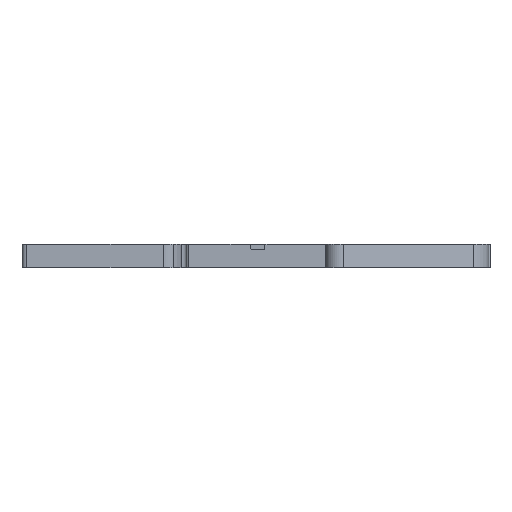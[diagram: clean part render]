
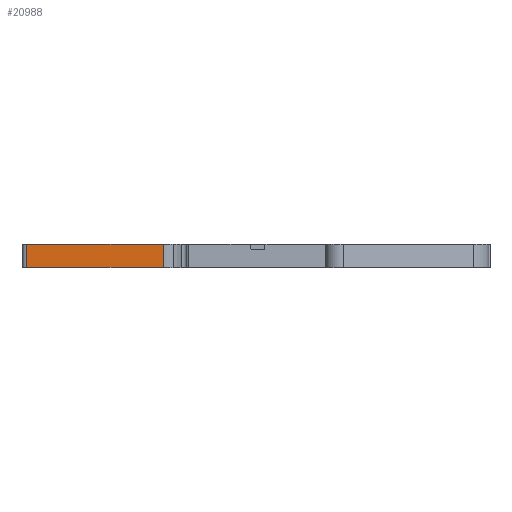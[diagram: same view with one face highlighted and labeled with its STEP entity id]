
A CAD part, front view. The second image highlights one B-rep face of the part: STEP entity #20988.
In plain terms, the highlighted planar face has unit normal (0, -1, 0).
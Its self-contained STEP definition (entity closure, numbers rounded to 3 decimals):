
#536 = EDGE_CURVE ( 'NONE', #6763, #4469, #6894, .T. ) ;
#898 = VECTOR ( 'NONE', #4584, 1000. ) ;
#1019 = CARTESIAN_POINT ( 'NONE',  ( -16.859, -49.087, 0.15 ) ) ;
#2110 = EDGE_LOOP ( 'NONE', ( #10552, #8766, #28685, #22695 ) ) ;
#2568 = DIRECTION ( 'NONE',  ( 0., 1., 0. ) ) ;
#3026 = CARTESIAN_POINT ( 'NONE',  ( -46.445, -49.087, 5.15 ) ) ;
#3028 = VECTOR ( 'NONE', #8933, 1000. ) ;
#3231 = CARTESIAN_POINT ( 'NONE',  ( -16.859, -49.087, 5.15 ) ) ;
#3454 = EDGE_CURVE ( 'NONE', #5503, #14667, #20713, .T. ) ;
#3557 = DIRECTION ( 'NONE',  ( 0., 0., -1. ) ) ;
#4469 = VERTEX_POINT ( 'NONE', #11229 ) ;
#4584 = DIRECTION ( 'NONE',  ( 1., 0., 0. ) ) ;
#5503 = VERTEX_POINT ( 'NONE', #1019 ) ;
#6763 = VERTEX_POINT ( 'NONE', #24323 ) ;
#6894 = LINE ( 'NONE', #11770, #898 ) ;
#8766 = ORIENTED_EDGE ( 'NONE', *, *, #25588, .F. ) ;
#8933 = DIRECTION ( 'NONE',  ( -1., 0., 0. ) ) ;
#10552 = ORIENTED_EDGE ( 'NONE', *, *, #3454, .F. ) ;
#11229 = CARTESIAN_POINT ( 'NONE',  ( -16.859, -49.087, 5.15 ) ) ;
#11770 = CARTESIAN_POINT ( 'NONE',  ( 0., -49.087, 5.15 ) ) ;
#12344 = PLANE ( 'NONE',  #22552 ) ;
#12355 = DIRECTION ( 'NONE',  ( 0., 0., -1. ) ) ;
#14028 = CARTESIAN_POINT ( 'NONE',  ( 0., -49.087, 5.15 ) ) ;
#14667 = VERTEX_POINT ( 'NONE', #25577 ) ;
#16936 = FACE_OUTER_BOUND ( 'NONE', #2110, .T. ) ;
#17782 = EDGE_CURVE ( 'NONE', #6763, #14667, #20013, .T. ) ;
#18546 = VECTOR ( 'NONE', #12355, 1000. ) ;
#20013 = LINE ( 'NONE', #3026, #18546 ) ;
#20713 = LINE ( 'NONE', #29920, #3028 ) ;
#20988 = ADVANCED_FACE ( 'NONE', ( #16936 ), #12344, .F. ) ;
#21097 = DIRECTION ( 'NONE',  ( 0., 0., -1. ) ) ;
#22552 = AXIS2_PLACEMENT_3D ( 'NONE', #14028, #2568, #21097 ) ;
#22695 = ORIENTED_EDGE ( 'NONE', *, *, #17782, .T. ) ;
#23878 = VECTOR ( 'NONE', #3557, 1000. ) ;
#24217 = LINE ( 'NONE', #3231, #23878 ) ;
#24323 = CARTESIAN_POINT ( 'NONE',  ( -46.445, -49.087, 5.15 ) ) ;
#25577 = CARTESIAN_POINT ( 'NONE',  ( -46.445, -49.087, 0.15 ) ) ;
#25588 = EDGE_CURVE ( 'NONE', #4469, #5503, #24217, .T. ) ;
#28685 = ORIENTED_EDGE ( 'NONE', *, *, #536, .F. ) ;
#29920 = CARTESIAN_POINT ( 'NONE',  ( 0., -49.087, 0.15 ) ) ;
